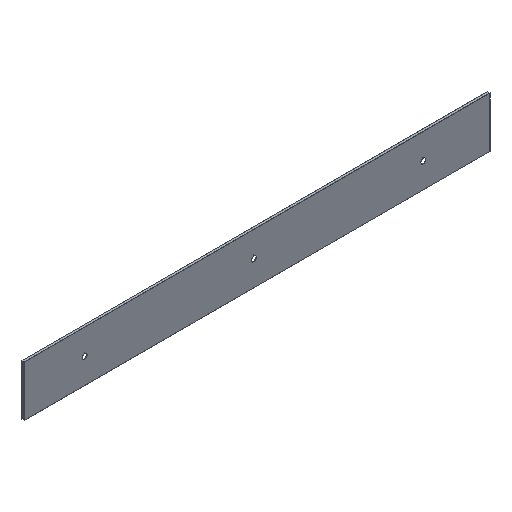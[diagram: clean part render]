
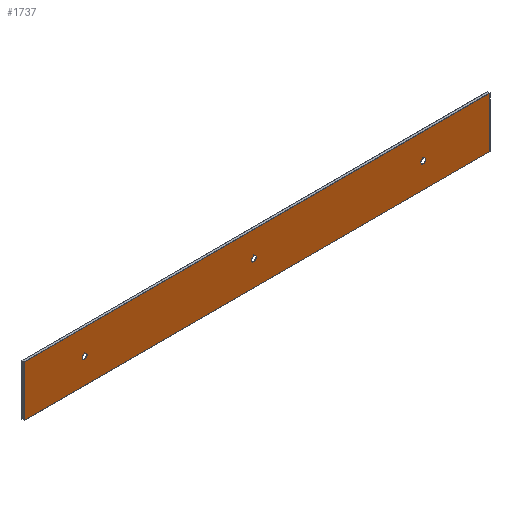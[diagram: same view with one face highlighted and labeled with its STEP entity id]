
A CAD part, isometric view. The second image highlights one B-rep face of the part: STEP entity #1737.
In plain terms, the highlighted planar face has unit normal (0, -1, 0).
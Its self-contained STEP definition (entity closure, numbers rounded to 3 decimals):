
#470=DIRECTION('',(-1.,0.,0.));
#471=VECTOR('',#470,549.6);
#472=CARTESIAN_POINT('',(549.8,-2.,-29.8));
#473=LINE('',#472,#471);
#498=DIRECTION('',(0.,0.,-1.));
#499=VECTOR('',#498,59.6);
#500=CARTESIAN_POINT('',(549.8,-2.,29.8));
#501=LINE('',#500,#499);
#505=DIRECTION('',(1.,0.,0.));
#506=VECTOR('',#505,549.6);
#507=CARTESIAN_POINT('',(0.2,-2.,29.8));
#508=LINE('',#507,#506);
#526=CARTESIAN_POINT('',(70.999,-2.,0.));
#527=DIRECTION('',(0.,1.,0.));
#528=DIRECTION('',(0.,0.,-1.));
#529=AXIS2_PLACEMENT_3D('',#526,#527,#528);
#534=CARTESIAN_POINT('',(70.999,-2.,0.));
#535=DIRECTION('',(0.,1.,0.));
#536=DIRECTION('',(0.,0.,1.));
#537=AXIS2_PLACEMENT_3D('',#534,#535,#536);
#542=CARTESIAN_POINT('',(470.999,-2.,0.));
#543=DIRECTION('',(0.,1.,0.));
#544=DIRECTION('',(0.,0.,-1.));
#545=AXIS2_PLACEMENT_3D('',#542,#543,#544);
#550=CARTESIAN_POINT('',(470.999,-2.,0.));
#551=DIRECTION('',(0.,1.,0.));
#552=DIRECTION('',(0.,0.,1.));
#553=AXIS2_PLACEMENT_3D('',#550,#551,#552);
#558=CARTESIAN_POINT('',(270.999,-2.,0.));
#559=DIRECTION('',(0.,1.,0.));
#560=DIRECTION('',(0.,0.,-1.));
#561=AXIS2_PLACEMENT_3D('',#558,#559,#560);
#566=CARTESIAN_POINT('',(270.999,-2.,0.));
#567=DIRECTION('',(0.,1.,0.));
#568=DIRECTION('',(0.,0.,1.));
#569=AXIS2_PLACEMENT_3D('',#566,#567,#568);
#581=DIRECTION('',(0.,0.,1.));
#582=VECTOR('',#581,59.6);
#583=CARTESIAN_POINT('',(0.2,-2.,-29.8));
#584=LINE('',#583,#582);
#1272=CARTESIAN_POINT('',(549.8,-2.,29.8));
#1273=CARTESIAN_POINT('',(549.8,-2.,-29.8));
#1274=VERTEX_POINT('',#1272);
#1275=VERTEX_POINT('',#1273);
#1314=CARTESIAN_POINT('',(0.2,-2.,29.8));
#1315=VERTEX_POINT('',#1314);
#1352=CARTESIAN_POINT('',(0.2,-2.,-29.8));
#1353=VERTEX_POINT('',#1352);
#1430=CARTESIAN_POINT('',(70.999,-2.,2.85));
#1432=VERTEX_POINT('',#1430);
#1434=CARTESIAN_POINT('',(70.999,-2.,-2.85));
#1436=VERTEX_POINT('',#1434);
#1438=CARTESIAN_POINT('',(470.999,-2.,2.85));
#1440=VERTEX_POINT('',#1438);
#1442=CARTESIAN_POINT('',(470.999,-2.,-2.85));
#1444=VERTEX_POINT('',#1442);
#1446=CARTESIAN_POINT('',(270.999,-2.,2.85));
#1448=VERTEX_POINT('',#1446);
#1450=CARTESIAN_POINT('',(270.999,-2.,-2.85));
#1452=VERTEX_POINT('',#1450);
#1707=CARTESIAN_POINT('',(550.,-2.,-30.));
#1708=DIRECTION('',(0.,-1.,0.));
#1709=DIRECTION('',(0.,0.,-1.));
#1710=AXIS2_PLACEMENT_3D('',#1707,#1708,#1709);
#1711=PLANE('',#1710);
#1712=ORIENTED_EDGE('',*,*,#1699,.T.);
#1713=ORIENTED_EDGE('',*,*,#1688,.T.);
#1714=ORIENTED_EDGE('',*,*,#1674,.T.);
#1716=ORIENTED_EDGE('',*,*,#1715,.T.);
#1717=EDGE_LOOP('',(#1712,#1713,#1714,#1716));
#1718=FACE_OUTER_BOUND('',#1717,.F.);
#1720=ORIENTED_EDGE('',*,*,#1719,.F.);
#1722=ORIENTED_EDGE('',*,*,#1721,.F.);
#1723=EDGE_LOOP('',(#1720,#1722));
#1724=FACE_BOUND('',#1723,.F.);
#1726=ORIENTED_EDGE('',*,*,#1725,.F.);
#1728=ORIENTED_EDGE('',*,*,#1727,.F.);
#1729=EDGE_LOOP('',(#1726,#1728));
#1730=FACE_BOUND('',#1729,.F.);
#1732=ORIENTED_EDGE('',*,*,#1731,.F.);
#1734=ORIENTED_EDGE('',*,*,#1733,.F.);
#1735=EDGE_LOOP('',(#1732,#1734));
#1736=FACE_BOUND('',#1735,.F.);
#1737=ADVANCED_FACE('',(#1718,#1724,#1730,#1736),#1711,.T.);
#530=CIRCLE('',#529,2.85);
#538=CIRCLE('',#537,2.85);
#546=CIRCLE('',#545,2.85);
#554=CIRCLE('',#553,2.85);
#562=CIRCLE('',#561,2.85);
#570=CIRCLE('',#569,2.85);
#1674=EDGE_CURVE('',#1275,#1353,#473,.T.);
#1688=EDGE_CURVE('',#1274,#1275,#501,.T.);
#1699=EDGE_CURVE('',#1315,#1274,#508,.T.);
#1715=EDGE_CURVE('',#1353,#1315,#584,.T.);
#1719=EDGE_CURVE('',#1436,#1432,#530,.T.);
#1721=EDGE_CURVE('',#1432,#1436,#538,.T.);
#1725=EDGE_CURVE('',#1444,#1440,#546,.T.);
#1727=EDGE_CURVE('',#1440,#1444,#554,.T.);
#1731=EDGE_CURVE('',#1452,#1448,#562,.T.);
#1733=EDGE_CURVE('',#1448,#1452,#570,.T.);
